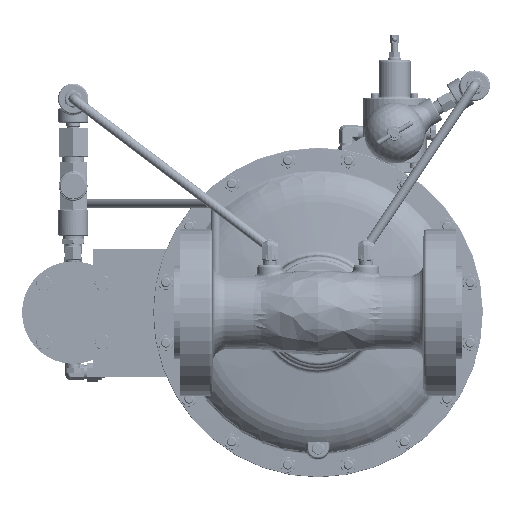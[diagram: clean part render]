
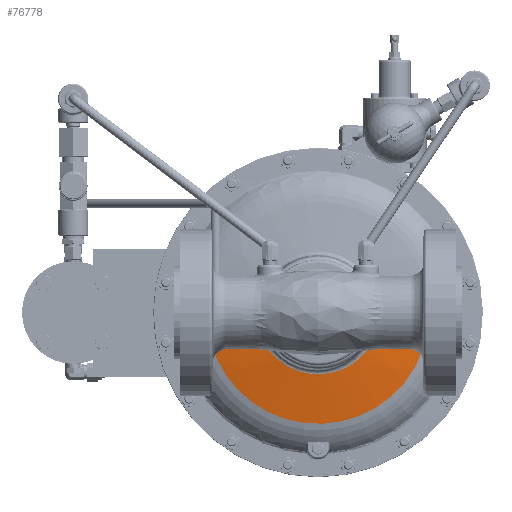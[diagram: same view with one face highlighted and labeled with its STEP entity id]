
A CAD part, front view. The second image highlights one B-rep face of the part: STEP entity #76778.
In plain terms, the highlighted spherical face has radius 584.2 mm.
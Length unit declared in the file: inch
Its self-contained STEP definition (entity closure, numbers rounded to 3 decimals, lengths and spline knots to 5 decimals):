
#2209 = CARTESIAN_POINT ( 'NONE',  ( -3.56762, 8.1789, -0.37194 ) ) ;
#3062 = CARTESIAN_POINT ( 'NONE',  ( -3.99686, 8.2544, -0.56217 ) ) ;
#10705 = EDGE_CURVE ( 'NONE', #31065, #150062, #250618, .T. ) ;
#15779 = CIRCLE ( 'NONE', #107258, 23. ) ;
#19037 = CARTESIAN_POINT ( 'NONE',  ( -3.45878, 8.1598, -0.18098 ) ) ;
#21821 = CARTESIAN_POINT ( 'NONE',  ( -3.61557, 8.18732, -0.41789 ) ) ;
#22663 = CARTESIAN_POINT ( 'NONE',  ( -4.10486, 8.27343, -0.54887 ) ) ;
#31065 = VERTEX_POINT ( 'NONE', #19037 ) ;
#38140 = VERTEX_POINT ( 'NONE', #143708 ) ;
#41405 = CARTESIAN_POINT ( 'NONE',  ( -3.64091, 8.19178, -0.43924 ) ) ;
#42236 = CARTESIAN_POINT ( 'NONE',  ( -4.16858, 8.28467, -0.53148 ) ) ;
#47220 = DIRECTION ( 'NONE',  ( 0., 0., 1. ) ) ;
#50855 = VERTEX_POINT ( 'NONE', #115786 ) ;
#51024 = CARTESIAN_POINT ( 'NONE',  ( -3.43145, 8.155, -0.06117 ) ) ;
#59124 = CARTESIAN_POINT ( 'NONE',  ( -3.42898, 8.15457, 0. ) ) ;
#61052 = CARTESIAN_POINT ( 'NONE',  ( -3.68526, 8.19957, -0.4714 ) ) ;
#61408 = EDGE_CURVE ( 'NONE', #50855, #215228, #15779, .T. ) ;
#61880 = CARTESIAN_POINT ( 'NONE',  ( -4.24932, 8.29892, -0.49841 ) ) ;
#67582 = DIRECTION ( 'NONE',  ( 0., 1., 0. ) ) ;
#70664 = CARTESIAN_POINT ( 'NONE',  ( -3.4488, 8.15805, -0.15172 ) ) ;
#76778 = ADVANCED_FACE ( 'NONE', ( #248689 ), #98731, .T. ) ;
#77993 = EDGE_CURVE ( 'NONE', #215228, #38140, #205521, .T. ) ;
#80732 = CARTESIAN_POINT ( 'NONE',  ( -3.74238, 8.20961, -0.50368 ) ) ;
#81550 = CARTESIAN_POINT ( 'NONE',  ( -4.3229, 8.31191, -0.45036 ) ) ;
#90879 = ORIENTED_EDGE ( 'NONE', *, *, #61408, .T. ) ;
#94898 = ORIENTED_EDGE ( 'NONE', *, *, #77993, .T. ) ;
#98731 = SPHERICAL_SURFACE ( 'NONE', #240173, 23. ) ;
#99537 = CARTESIAN_POINT ( 'NONE',  ( -3.4934, 8.16587, -0.26226 ) ) ;
#100364 = CARTESIAN_POINT ( 'NONE',  ( -3.80339, 8.22034, -0.52923 ) ) ;
#107258 = AXIS2_PLACEMENT_3D ( 'NONE', #107540, #244356, #127151 ) ;
#107540 = CARTESIAN_POINT ( 'NONE',  ( 0., 30.89752, 0. ) ) ;
#109143 = CARTESIAN_POINT ( 'NONE',  ( -3.42898, 8.15457, -0.03071 ) ) ;
#113565 = CARTESIAN_POINT ( 'NONE',  ( 0., 8.31191, 0. ) ) ;
#115786 = CARTESIAN_POINT ( 'NONE',  ( 4.34629, 8.31191, 0. ) ) ;
#119179 = CARTESIAN_POINT ( 'NONE',  ( -3.53987, 8.17403, -0.33789 ) ) ;
#120024 = CARTESIAN_POINT ( 'NONE',  ( -3.90884, 8.2389, -0.55644 ) ) ;
#124855 = AXIS2_PLACEMENT_3D ( 'NONE', #113565, #250425, #133251 ) ;
#127151 = DIRECTION ( 'NONE',  ( -1., 0., 0. ) ) ;
#133251 = DIRECTION ( 'NONE',  ( -1., 0., 0. ) ) ;
#136878 = EDGE_CURVE ( 'NONE', #150062, #50855, #171060, .T. ) ;
#138626 = CARTESIAN_POINT ( 'NONE',  ( -4.3229, 8.31191, -0.45036 ) ) ;
#138910 = CARTESIAN_POINT ( 'NONE',  ( -3.60734, 8.18588, -0.41039 ) ) ;
#139245 = CARTESIAN_POINT ( 'NONE',  ( 2.41202, 8.02435, 0. ) ) ;
#139725 = CARTESIAN_POINT ( 'NONE',  ( -4.0404, 8.26207, -0.55985 ) ) ;
#143708 = CARTESIAN_POINT ( 'NONE',  ( -2.41202, 8.02435, 0. ) ) ;
#143799 = B_SPLINE_CURVE_WITH_KNOTS ( 'NONE', 3,
 ( #245985, #109143, #51024, #187867, #70664, #207490 ),
 .UNSPECIFIED., .F., .F.,
 ( 4, 2, 4 ),
 ( 0.00467, 0.007, 0.00934 ),
 .UNSPECIFIED. ) ;
#145128 = ORIENTED_EDGE ( 'NONE', *, *, #238558, .F. ) ;
#145506 = AXIS2_PLACEMENT_3D ( 'NONE', #184749, #67582, #204413 ) ;
#150062 = VERTEX_POINT ( 'NONE', #138626 ) ;
#150432 = ORIENTED_EDGE ( 'NONE', *, *, #201591, .T. ) ;
#157700 = CARTESIAN_POINT ( 'NONE',  ( -3.47424, 8.16251, -0.22229 ) ) ;
#158518 = CARTESIAN_POINT ( 'NONE',  ( -3.63235, 8.19027, -0.43231 ) ) ;
#159342 = CARTESIAN_POINT ( 'NONE',  ( -4.12625, 8.27721, -0.54393 ) ) ;
#164341 = CARTESIAN_POINT ( 'NONE',  ( 0., 30.89752, 0. ) ) ;
#167677 = CARTESIAN_POINT ( 'NONE',  ( 0., 30.89752, 0. ) ) ;
#171060 = CIRCLE ( 'NONE', #124855, 4.34629 ) ;
#175743 = EDGE_LOOP ( 'NONE', ( #145128, #150432, #189311, #238802, #90879, #94898 ) ) ;
#177442 = CARTESIAN_POINT ( 'NONE',  ( -3.4659, 8.16105, -0.20185 ) ) ;
#178255 = CARTESIAN_POINT ( 'NONE',  ( -3.66711, 8.19638, -0.45919 ) ) ;
#179092 = CARTESIAN_POINT ( 'NONE',  ( -4.18918, 8.28831, -0.52407 ) ) ;
#184050 = DIRECTION ( 'NONE',  ( 1., 0., 0. ) ) ;
#184749 = CARTESIAN_POINT ( 'NONE',  ( 0., 8.02435, 0. ) ) ;
#187867 = CARTESIAN_POINT ( 'NONE',  ( -3.44132, 8.15673, -0.1216 ) ) ;
#189311 = ORIENTED_EDGE ( 'NONE', *, *, #10705, .T. ) ;
#197877 = CARTESIAN_POINT ( 'NONE',  ( -3.72289, 8.20618, -0.49364 ) ) ;
#198716 = CARTESIAN_POINT ( 'NONE',  ( -4.28725, 8.30562, -0.47677 ) ) ;
#201591 = EDGE_CURVE ( 'NONE', #223368, #31065, #143799, .T. ) ;
#204413 = DIRECTION ( 'NONE',  ( 1., 0., 0. ) ) ;
#205521 = CIRCLE ( 'NONE', #145506, 2.41202 ) ;
#206173 = DIRECTION ( 'NONE',  ( 0., 0., 1. ) ) ;
#207004 = DIRECTION ( 'NONE',  ( 1., 0., 0. ) ) ;
#207490 = CARTESIAN_POINT ( 'NONE',  ( -3.45878, 8.1598, -0.18098 ) ) ;
#210887 = AXIS2_PLACEMENT_3D ( 'NONE', #164341, #47220, #184050 ) ;
#215228 = VERTEX_POINT ( 'NONE', #139245 ) ;
#216696 = CARTESIAN_POINT ( 'NONE',  ( -3.45878, 8.1598, -0.18098 ) ) ;
#217518 = CARTESIAN_POINT ( 'NONE',  ( -3.78273, 8.21671, -0.52152 ) ) ;
#219447 = CIRCLE ( 'NONE', #210887, 23. ) ;
#223368 = VERTEX_POINT ( 'NONE', #59124 ) ;
#236370 = CARTESIAN_POINT ( 'NONE',  ( -3.50429, 8.16778, -0.28188 ) ) ;
#237229 = CARTESIAN_POINT ( 'NONE',  ( -3.86599, 8.23135, -0.54851 ) ) ;
#238558 = EDGE_CURVE ( 'NONE', #223368, #38140, #219447, .T. ) ;
#238802 = ORIENTED_EDGE ( 'NONE', *, *, #136878, .T. ) ;
#240173 = AXIS2_PLACEMENT_3D ( 'NONE', #167677, #206173, #207004 ) ;
#244356 = DIRECTION ( 'NONE',  ( 0., 0., -1. ) ) ;
#245985 = CARTESIAN_POINT ( 'NONE',  ( -3.42898, 8.15457, 0. ) ) ;
#248689 = FACE_OUTER_BOUND ( 'NONE', #175743, .T. ) ;
#250425 = DIRECTION ( 'NONE',  ( 0., -1., 0. ) ) ;
#250618 = B_SPLINE_CURVE_WITH_KNOTS ( 'NONE', 3,
 ( #216696, #177442, #157700, #99537, #236370, #119179, #2209, #138910, #21821, #158518, #41405, #178255, #61052, #197877, #80732, #217518, #100364, #237229, #120024, #3062, #139725, #22663, #159342, #42236, #179092, #61880, #198716, #81550 ),
 .UNSPECIFIED., .F., .F.,
 ( 4, 2, 2, 2, 2, 2, 2, 2, 2, 2, 2, 2, 2, 4 ),
 ( 0.03624, 0.03792, 0.03961, 0.04297, 0.04381, 0.04465, 0.04634, 0.04802, 0.0497, 0.05307, 0.05643, 0.05812, 0.0598, 0.06316 ),
 .UNSPECIFIED. ) ;
